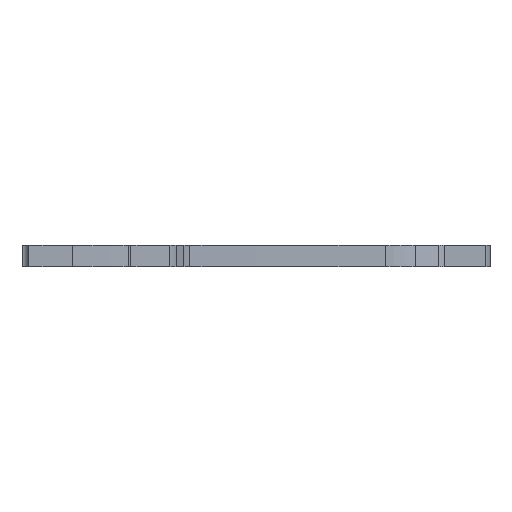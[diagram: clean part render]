
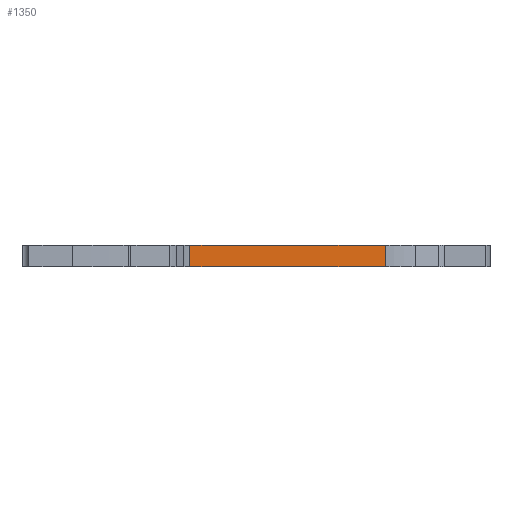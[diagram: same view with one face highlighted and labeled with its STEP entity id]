
A CAD part, left-side view. The second image highlights one B-rep face of the part: STEP entity #1350.
In plain terms, the highlighted cylindrical face has radius 2647.02 mm (diameter 5294.04 mm), a partial arc.
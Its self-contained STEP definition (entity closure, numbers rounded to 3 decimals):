
#109=CIRCLE('',#1504,2647.02);
#110=CIRCLE('',#1505,2647.02);
#149=CYLINDRICAL_SURFACE('',#1503,2647.02);
#214=FACE_OUTER_BOUND('',#281,.T.);
#281=EDGE_LOOP('',(#1120,#1121,#1122,#1123));
#422=LINE('',#2299,#541);
#423=LINE('',#2305,#542);
#541=VECTOR('',#1900,10.);
#542=VECTOR('',#1907,10.);
#669=VERTEX_POINT('',#2295);
#670=VERTEX_POINT('',#2297);
#671=VERTEX_POINT('',#2301);
#672=VERTEX_POINT('',#2303);
#862=EDGE_CURVE('',#669,#670,#422,.T.);
#863=EDGE_CURVE('',#671,#669,#109,.T.);
#864=EDGE_CURVE('',#672,#670,#110,.T.);
#865=EDGE_CURVE('',#671,#672,#423,.T.);
#1120=ORIENTED_EDGE('',*,*,#863,.T.);
#1121=ORIENTED_EDGE('',*,*,#862,.T.);
#1122=ORIENTED_EDGE('',*,*,#864,.F.);
#1123=ORIENTED_EDGE('',*,*,#865,.F.);
#1350=ADVANCED_FACE('',(#214),#149,.F.);
#1503=AXIS2_PLACEMENT_3D('',#2300,#1901,#1902);
#1504=AXIS2_PLACEMENT_3D('',#2302,#1903,#1904);
#1505=AXIS2_PLACEMENT_3D('',#2304,#1905,#1906);
#1900=DIRECTION('',(0.,0.,-1.));
#1901=DIRECTION('center_axis',(0.,0.,-1.));
#1902=DIRECTION('ref_axis',(0.69,0.723,0.));
#1903=DIRECTION('center_axis',(0.,0.,1.));
#1904=DIRECTION('ref_axis',(0.69,0.723,0.));
#1905=DIRECTION('center_axis',(0.,0.,1.));
#1906=DIRECTION('ref_axis',(0.69,0.723,0.));
#1907=DIRECTION('',(0.,0.,-1.));
#2295=CARTESIAN_POINT('',(113.514,63.886,10.));
#2297=CARTESIAN_POINT('',(113.514,63.886,5.));
#2299=CARTESIAN_POINT('',(113.514,63.886,10.));
#2300=CARTESIAN_POINT('Origin',(-1664.095,-1897.445,10.));
#2301=CARTESIAN_POINT('',(163.477,17.416,10.));
#2302=CARTESIAN_POINT('Origin',(-1664.095,-1897.445,10.));
#2303=CARTESIAN_POINT('',(163.477,17.416,5.));
#2304=CARTESIAN_POINT('Origin',(-1664.095,-1897.445,5.));
#2305=CARTESIAN_POINT('',(163.477,17.416,10.));
